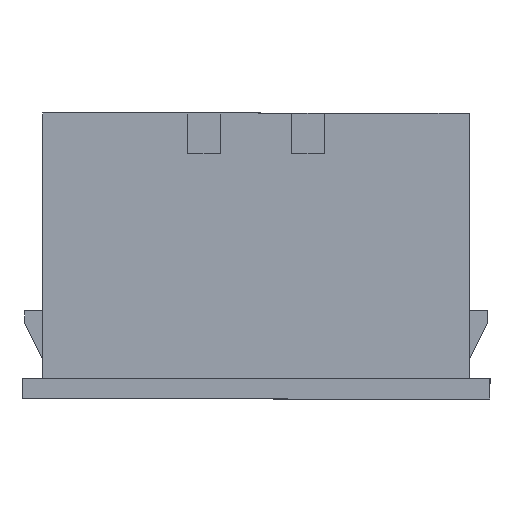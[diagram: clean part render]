
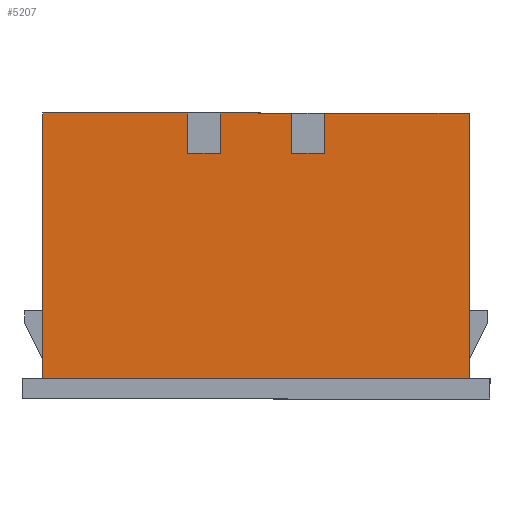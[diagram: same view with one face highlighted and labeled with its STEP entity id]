
A CAD part, front view. The second image highlights one B-rep face of the part: STEP entity #5207.
In plain terms, the highlighted planar face has unit normal (0, -1, 0).
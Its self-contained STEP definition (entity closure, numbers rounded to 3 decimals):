
#1 = VERTEX_POINT ( 'NONE', #731 ) ;
#3 = VERTEX_POINT ( 'NONE', #730 ) ;
#23 = EDGE_CURVE ( 'NONE', #1, #3, #769, .T. ) ;
#34 = VERTEX_POINT ( 'NONE', #819 ) ;
#73 = VERTEX_POINT ( 'NONE', #883 ) ;
#93 = EDGE_CURVE ( 'NONE', #34, #73, #909, .T. ) ;
#730 = CARTESIAN_POINT ( 'NONE',  ( -16.4, 0., -10.2 ) ) ;
#731 = CARTESIAN_POINT ( 'NONE',  ( -16.4, 0., 0. ) ) ;
#732 = ORIENTED_EDGE ( 'NONE', *, *, #5436, .T. ) ;
#733 = ORIENTED_EDGE ( 'NONE', *, *, #23, .T. ) ;
#734 = EDGE_CURVE ( 'NONE', #5215, #5437, #1873, .T. ) ;
#742 = VERTEX_POINT ( 'NONE', #1858 ) ;
#743 = VERTEX_POINT ( 'NONE', #1857 ) ;
#745 = EDGE_CURVE ( 'NONE', #743, #742, #1856, .T. ) ;
#751 = EDGE_CURVE ( 'NONE', #34, #755, #1847, .T. ) ;
#755 = VERTEX_POINT ( 'NONE', #1899 ) ;
#766 = DIRECTION ( 'NONE',  ( 0., 0., -1. ) ) ;
#767 = VECTOR ( 'NONE', #766, 1000. ) ;
#768 = CARTESIAN_POINT ( 'NONE',  ( -16.4, 0., 0. ) ) ;
#769 = LINE ( 'NONE', #768, #767 ) ;
#819 = CARTESIAN_POINT ( 'NONE',  ( 0., 0., 0. ) ) ;
#883 = CARTESIAN_POINT ( 'NONE',  ( 0., 0., -10.2 ) ) ;
#906 = DIRECTION ( 'NONE',  ( 0., 0., -1. ) ) ;
#907 = VECTOR ( 'NONE', #906, 1000. ) ;
#908 = CARTESIAN_POINT ( 'NONE',  ( 0., 0., 0. ) ) ;
#909 = LINE ( 'NONE', #908, #907 ) ;
#1212 = FACE_OUTER_BOUND ( 'NONE', #5208, .T. ) ;
#1846 = CARTESIAN_POINT ( 'NONE',  ( 0., 0., 0. ) ) ;
#1847 = LINE ( 'NONE', #1846, #1905 ) ;
#1853 = DIRECTION ( 'NONE',  ( -1., 0., 0. ) ) ;
#1854 = VECTOR ( 'NONE', #1853, 1000. ) ;
#1855 = CARTESIAN_POINT ( 'NONE',  ( 0., 0., 0. ) ) ;
#1856 = LINE ( 'NONE', #1855, #1854 ) ;
#1857 = CARTESIAN_POINT ( 'NONE',  ( -6.825, 0., 0. ) ) ;
#1858 = CARTESIAN_POINT ( 'NONE',  ( -9.575, 0., 0. ) ) ;
#1870 = DIRECTION ( 'NONE',  ( 0., 0., 1. ) ) ;
#1871 = VECTOR ( 'NONE', #1870, 1000. ) ;
#1872 = CARTESIAN_POINT ( 'NONE',  ( -10.825, 0., -1.55 ) ) ;
#1873 = LINE ( 'NONE', #1872, #1871 ) ;
#1899 = CARTESIAN_POINT ( 'NONE',  ( -5.575, 0., 0. ) ) ;
#1904 = DIRECTION ( 'NONE',  ( -1., 0., 0. ) ) ;
#1905 = VECTOR ( 'NONE', #1904, 1000. ) ;
#2015 = CARTESIAN_POINT ( 'NONE',  ( -10.825, 0., -1.55 ) ) ;
#2016 = CARTESIAN_POINT ( 'NONE',  ( -9.575, 0., -1.55 ) ) ;
#2017 = DIRECTION ( 'NONE',  ( -1., 0., 0. ) ) ;
#2018 = VECTOR ( 'NONE', #2017, 1000. ) ;
#2019 = CARTESIAN_POINT ( 'NONE',  ( -9.575, 0., -1.55 ) ) ;
#2020 = LINE ( 'NONE', #2019, #2018 ) ;
#2021 = DIRECTION ( 'NONE',  ( 0., 0., 1. ) ) ;
#2022 = VECTOR ( 'NONE', #2021, 1000. ) ;
#2023 = CARTESIAN_POINT ( 'NONE',  ( -9.575, 0., -1.55 ) ) ;
#2024 = LINE ( 'NONE', #2023, #2022 ) ;
#2025 = DIRECTION ( 'NONE',  ( 1., 0., 0. ) ) ;
#2026 = DIRECTION ( 'NONE',  ( 0., 1., 0. ) ) ;
#2027 = CARTESIAN_POINT ( 'NONE',  ( 0., 0., 0. ) ) ;
#2028 = AXIS2_PLACEMENT_3D ( 'NONE', #2027, #2026, #2025 ) ;
#2029 = PLANE ( 'NONE',  #2028 ) ;
#2394 = CARTESIAN_POINT ( 'NONE',  ( -10.825, 0., 0. ) ) ;
#2395 = DIRECTION ( 'NONE',  ( -1., 0., 0. ) ) ;
#2396 = VECTOR ( 'NONE', #2395, 1000. ) ;
#2397 = CARTESIAN_POINT ( 'NONE',  ( 0., 0., 0. ) ) ;
#2401 = LINE ( 'NONE', #2397, #2396 ) ;
#4848 = DIRECTION ( 'NONE',  ( 0., 0., 1. ) ) ;
#4849 = VECTOR ( 'NONE', #4848, 1000. ) ;
#4850 = CARTESIAN_POINT ( 'NONE',  ( -6.825, 0., -1.55 ) ) ;
#4851 = LINE ( 'NONE', #4850, #4849 ) ;
#4852 = CARTESIAN_POINT ( 'NONE',  ( -6.825, 0., -1.55 ) ) ;
#4959 = LINE ( 'NONE', #5021, #5020 ) ;
#4969 = CARTESIAN_POINT ( 'NONE',  ( -5.575, 0., -1.55 ) ) ;
#4990 = DIRECTION ( 'NONE',  ( 1., 0., 0. ) ) ;
#4991 = VECTOR ( 'NONE', #4990, 1000. ) ;
#4992 = CARTESIAN_POINT ( 'NONE',  ( 0., 0., -10.2 ) ) ;
#4993 = LINE ( 'NONE', #4992, #4991 ) ;
#5004 = DIRECTION ( 'NONE',  ( 0., 0., 1. ) ) ;
#5005 = VECTOR ( 'NONE', #5004, 1000. ) ;
#5006 = CARTESIAN_POINT ( 'NONE',  ( -5.575, 0., -1.55 ) ) ;
#5007 = LINE ( 'NONE', #5006, #5005 ) ;
#5019 = DIRECTION ( 'NONE',  ( -1., 0., 0. ) ) ;
#5020 = VECTOR ( 'NONE', #5019, 1000. ) ;
#5021 = CARTESIAN_POINT ( 'NONE',  ( -6.825, 0., -1.55 ) ) ;
#5205 = ORIENTED_EDGE ( 'NONE', *, *, #745, .T. ) ;
#5207 = ADVANCED_FACE ( 'NONE', ( #1212 ), #2029, .F. ) ;
#5208 = EDGE_LOOP ( 'NONE', ( #5205, #5214, #5212, #5210, #732, #733, #7130, #7127, #7122, #7109, #7112, #7043 ) ) ;
#5209 = EDGE_CURVE ( 'NONE', #5213, #742, #2024, .T. ) ;
#5210 = ORIENTED_EDGE ( 'NONE', *, *, #734, .T. ) ;
#5211 = EDGE_CURVE ( 'NONE', #5213, #5215, #2020, .T. ) ;
#5212 = ORIENTED_EDGE ( 'NONE', *, *, #5211, .T. ) ;
#5213 = VERTEX_POINT ( 'NONE', #2016 ) ;
#5214 = ORIENTED_EDGE ( 'NONE', *, *, #5209, .F. ) ;
#5215 = VERTEX_POINT ( 'NONE', #2015 ) ;
#5436 = EDGE_CURVE ( 'NONE', #5437, #1, #2401, .T. ) ;
#5437 = VERTEX_POINT ( 'NONE', #2394 ) ;
#7042 = VERTEX_POINT ( 'NONE', #4852 ) ;
#7043 = ORIENTED_EDGE ( 'NONE', *, *, #7044, .T. ) ;
#7044 = EDGE_CURVE ( 'NONE', #7042, #743, #4851, .T. ) ;
#7109 = ORIENTED_EDGE ( 'NONE', *, *, #7120, .F. ) ;
#7110 = VERTEX_POINT ( 'NONE', #4969 ) ;
#7112 = ORIENTED_EDGE ( 'NONE', *, *, #7113, .T. ) ;
#7113 = EDGE_CURVE ( 'NONE', #7110, #7042, #4959, .T. ) ;
#7120 = EDGE_CURVE ( 'NONE', #7110, #755, #5007, .T. ) ;
#7122 = ORIENTED_EDGE ( 'NONE', *, *, #751, .T. ) ;
#7127 = ORIENTED_EDGE ( 'NONE', *, *, #93, .F. ) ;
#7129 = EDGE_CURVE ( 'NONE', #3, #73, #4993, .T. ) ;
#7130 = ORIENTED_EDGE ( 'NONE', *, *, #7129, .T. ) ;
